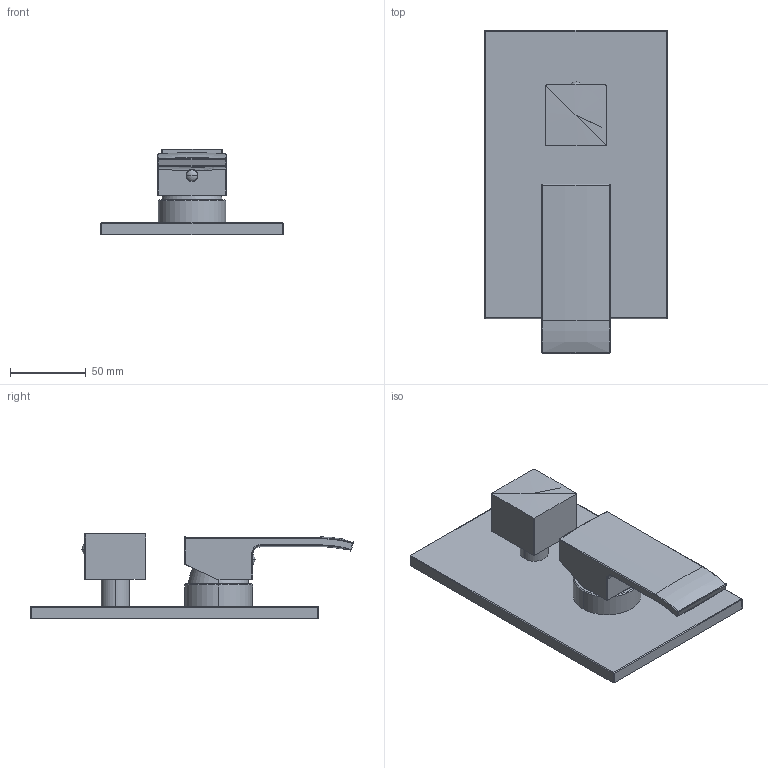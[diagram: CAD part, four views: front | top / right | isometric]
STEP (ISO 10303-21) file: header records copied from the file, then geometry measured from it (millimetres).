
FILE_DESCRIPTION((''),'2;1');
FILE_NAME('EL018CR','2021-01-13T16:13:29',('ut3'),('PAFFONI SpA'),'CREO PARAMETRIC BY PTC INC, 2020044','CREO PARAMETRIC BY PTC INC, 2020044','');
FILE_SCHEMA(('CONFIG_CONTROL_DESIGN','SHAPE_APPEARANCE_LAYERS_GROUPS'));
Length unit declared in the file: millimetre
Products named in the file (1): EL018CR
Bounding box: 120 x 213.03 x 56.39 mm (x, y, z)
Volume: 306407.9 mm3; surface area: 80724.4 mm2
Topology: 1 solids, 1 shells, 161 faces, 378 edges, 223 vertices
Faces by surface type: cylinder 66, plane 47, sphere 18, bspline 13, cone 10, torus 7
Entity records: 6882 total; most frequent: CARTESIAN_POINT 2090, DIRECTION 759, ORIENTED_EDGE 744, EDGE_CURVE 372, AXIS2_PLACEMENT_3D 295, VERTEX_POINT 223, EDGE_LOOP 171, VECTOR 169
